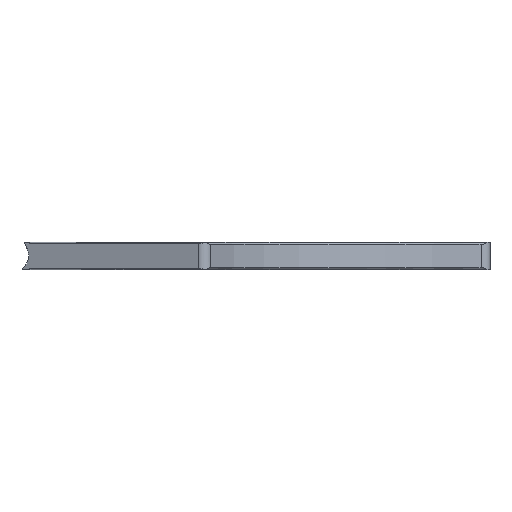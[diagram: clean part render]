
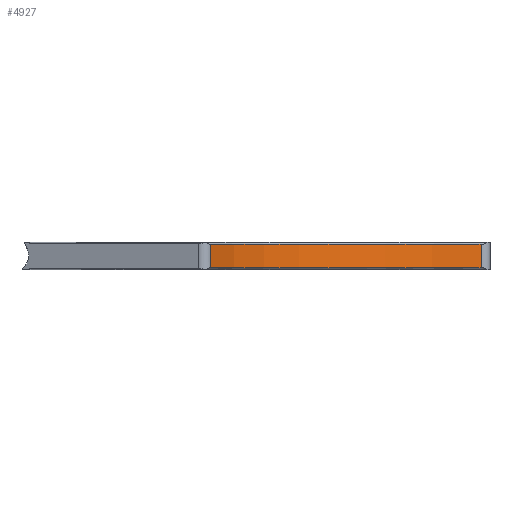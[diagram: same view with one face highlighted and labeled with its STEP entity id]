
A CAD part, left-side view. The second image highlights one B-rep face of the part: STEP entity #4927.
In plain terms, the highlighted cylindrical face has radius 105 mm (diameter 210 mm), a partial arc.
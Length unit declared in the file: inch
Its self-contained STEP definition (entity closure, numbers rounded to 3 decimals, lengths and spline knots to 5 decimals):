
#315 = CIRCLE ( 'NONE', #2258, 4.13386 ) ;
#322 = AXIS2_PLACEMENT_3D ( 'NONE', #578, #2320, #6072 ) ;
#340 = LINE ( 'NONE', #3207, #6505 ) ;
#356 = CARTESIAN_POINT ( 'NONE',  ( 4.13208, 0.12133, -0.031 ) ) ;
#460 = AXIS2_PLACEMENT_3D ( 'NONE', #6767, #2804, #6166 ) ;
#464 = ORIENTED_EDGE ( 'NONE', *, *, #6175, .T. ) ;
#578 = CARTESIAN_POINT ( 'NONE',  ( 0., 0., -0.3745 ) ) ;
#1342 = VERTEX_POINT ( 'NONE', #6682 ) ;
#1424 = EDGE_CURVE ( 'NONE', #4724, #6434, #315, .T. ) ;
#1603 = VECTOR ( 'NONE', #4480, 39.37008 ) ;
#1993 = DIRECTION ( 'NONE',  ( 0., 0., 1. ) ) ;
#2258 = AXIS2_PLACEMENT_3D ( 'NONE', #6219, #2563, #6290 ) ;
#2320 = DIRECTION ( 'NONE',  ( 0., 0., 1. ) ) ;
#2439 = VERTEX_POINT ( 'NONE', #5846 ) ;
#2563 = DIRECTION ( 'NONE',  ( 0., 0., 1. ) ) ;
#2804 = DIRECTION ( 'NONE',  ( 0., 0., -1. ) ) ;
#3198 = CARTESIAN_POINT ( 'NONE',  ( 1.667, 3.78284, -0.031 ) ) ;
#3207 = CARTESIAN_POINT ( 'NONE',  ( 4.13208, 0.12133, -0.3745 ) ) ;
#3398 = CYLINDRICAL_SURFACE ( 'NONE', #322, 4.13386 ) ;
#3642 = ORIENTED_EDGE ( 'NONE', *, *, #5755, .T. ) ;
#3915 = LINE ( 'NONE', #6085, #1603 ) ;
#4387 = EDGE_CURVE ( 'NONE', #1342, #4724, #340, .T. ) ;
#4480 = DIRECTION ( 'NONE',  ( 0., 0., -1. ) ) ;
#4608 = EDGE_LOOP ( 'NONE', ( #464, #6599, #5678, #3642 ) ) ;
#4724 = VERTEX_POINT ( 'NONE', #356 ) ;
#4927 = ADVANCED_FACE ( 'NONE', ( #7070 ), #3398, .F. ) ;
#5678 = ORIENTED_EDGE ( 'NONE', *, *, #1424, .T. ) ;
#5755 = EDGE_CURVE ( 'NONE', #6434, #2439, #3915, .T. ) ;
#5846 = CARTESIAN_POINT ( 'NONE',  ( 1.667, 3.78284, -0.3435 ) ) ;
#6072 = DIRECTION ( 'NONE',  ( 1., 0., 0. ) ) ;
#6085 = CARTESIAN_POINT ( 'NONE',  ( 1.667, 3.78284, -0.3745 ) ) ;
#6165 = CIRCLE ( 'NONE', #460, 4.13386 ) ;
#6166 = DIRECTION ( 'NONE',  ( -1., 0., 0. ) ) ;
#6175 = EDGE_CURVE ( 'NONE', #2439, #1342, #6165, .T. ) ;
#6219 = CARTESIAN_POINT ( 'NONE',  ( 0., 0., -0.031 ) ) ;
#6290 = DIRECTION ( 'NONE',  ( -1., 0., 0. ) ) ;
#6434 = VERTEX_POINT ( 'NONE', #3198 ) ;
#6505 = VECTOR ( 'NONE', #1993, 39.37008 ) ;
#6599 = ORIENTED_EDGE ( 'NONE', *, *, #4387, .T. ) ;
#6682 = CARTESIAN_POINT ( 'NONE',  ( 4.13208, 0.12133, -0.3435 ) ) ;
#6767 = CARTESIAN_POINT ( 'NONE',  ( 0., 0., -0.3435 ) ) ;
#7070 = FACE_OUTER_BOUND ( 'NONE', #4608, .T. ) ;
